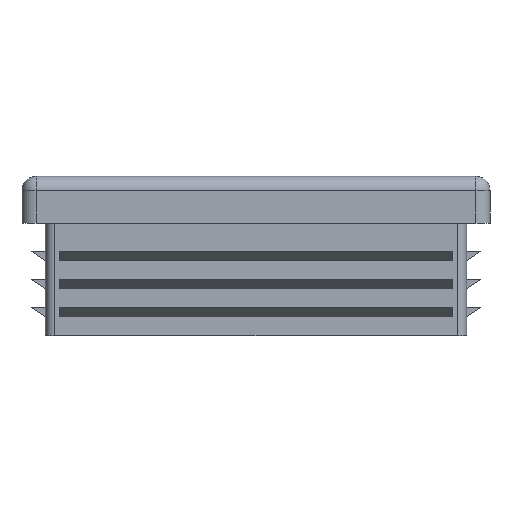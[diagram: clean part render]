
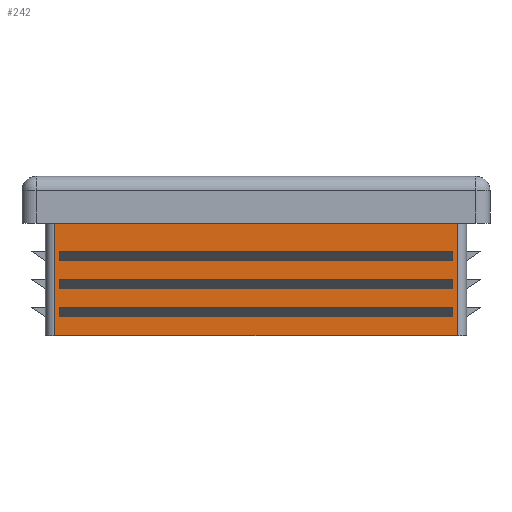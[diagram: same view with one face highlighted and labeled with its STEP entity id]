
A CAD part, front view. The second image highlights one B-rep face of the part: STEP entity #242.
In plain terms, the highlighted planar face has unit normal (0, -1, 0).
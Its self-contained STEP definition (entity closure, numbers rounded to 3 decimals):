
#242 = ADVANCED_FACE( '', ( #503, #504, #505, #506 ), #507, .F. );
#503 = FACE_BOUND( '', #776, .T. );
#504 = FACE_OUTER_BOUND( '', #777, .T. );
#505 = FACE_BOUND( '', #778, .T. );
#506 = FACE_BOUND( '', #779, .T. );
#507 = PLANE( '', #780 );
#776 = EDGE_LOOP( '', ( #1386, #1387, #1388, #1389 ) );
#777 = EDGE_LOOP( '', ( #1390, #1391, #1392, #1393 ) );
#778 = EDGE_LOOP( '', ( #1394, #1395, #1396, #1397 ) );
#779 = EDGE_LOOP( '', ( #1398, #1399, #1400, #1401 ) );
#780 = AXIS2_PLACEMENT_3D( '', #1402, #1403, #1404 );
#1386 = ORIENTED_EDGE( '', *, *, #1768, .T. );
#1387 = ORIENTED_EDGE( '', *, *, #1798, .T. );
#1388 = ORIENTED_EDGE( '', *, *, #1626, .F. );
#1389 = ORIENTED_EDGE( '', *, *, #1580, .F. );
#1390 = ORIENTED_EDGE( '', *, *, #1799, .T. );
#1391 = ORIENTED_EDGE( '', *, *, #1790, .T. );
#1392 = ORIENTED_EDGE( '', *, *, #1800, .F. );
#1393 = ORIENTED_EDGE( '', *, *, #1801, .T. );
#1394 = ORIENTED_EDGE( '', *, *, #1735, .T. );
#1395 = ORIENTED_EDGE( '', *, *, #1705, .T. );
#1396 = ORIENTED_EDGE( '', *, *, #1760, .F. );
#1397 = ORIENTED_EDGE( '', *, *, #1738, .F. );
#1398 = ORIENTED_EDGE( '', *, *, #1795, .T. );
#1399 = ORIENTED_EDGE( '', *, *, #1701, .T. );
#1400 = ORIENTED_EDGE( '', *, *, #1723, .F. );
#1401 = ORIENTED_EDGE( '', *, *, #1632, .F. );
#1402 = CARTESIAN_POINT( '', ( -22.5, -2.5, 12. ) );
#1403 = DIRECTION( '', ( 0., 1., 0. ) );
#1404 = DIRECTION( '', ( -1., 0., 0. ) );
#1580 = EDGE_CURVE( '', #1877, #1873, #1879, .T. );
#1626 = EDGE_CURVE( '', #1873, #1955, #1956, .T. );
#1632 = EDGE_CURVE( '', #1964, #1960, #1966, .T. );
#1701 = EDGE_CURVE( '', #2070, #2068, #2071, .T. );
#1705 = EDGE_CURVE( '', #2077, #2074, #2078, .T. );
#1723 = EDGE_CURVE( '', #1960, #2068, #2104, .T. );
#1735 = EDGE_CURVE( '', #2117, #2077, #2119, .T. );
#1738 = EDGE_CURVE( '', #2117, #2121, #2123, .T. );
#1760 = EDGE_CURVE( '', #2121, #2074, #2149, .T. );
#1768 = EDGE_CURVE( '', #1877, #2158, #2160, .T. );
#1790 = EDGE_CURVE( '', #2187, #2185, #2188, .F. );
#1795 = EDGE_CURVE( '', #1964, #2070, #2193, .T. );
#1798 = EDGE_CURVE( '', #2158, #1955, #2196, .T. );
#1799 = EDGE_CURVE( '', #2197, #2187, #2198, .T. );
#1800 = EDGE_CURVE( '', #2199, #2185, #2200, .T. );
#1801 = EDGE_CURVE( '', #2199, #2197, #2201, .T. );
#1873 = VERTEX_POINT( '', #2290 );
#1877 = VERTEX_POINT( '', #2296 );
#1879 = LINE( '', #2299, #2300 );
#1955 = VERTEX_POINT( '', #2402 );
#1956 = LINE( '', #2403, #2404 );
#1960 = VERTEX_POINT( '', #2409 );
#1964 = VERTEX_POINT( '', #2415 );
#1966 = LINE( '', #2418, #2419 );
#2068 = VERTEX_POINT( '', #2565 );
#2070 = VERTEX_POINT( '', #2568 );
#2071 = LINE( '', #2569, #2570 );
#2074 = VERTEX_POINT( '', #2574 );
#2077 = VERTEX_POINT( '', #2578 );
#2078 = LINE( '', #2579, #2580 );
#2104 = LINE( '', #2620, #2621 );
#2117 = VERTEX_POINT( '', #2636 );
#2119 = LINE( '', #2639, #2640 );
#2121 = VERTEX_POINT( '', #2642 );
#2123 = LINE( '', #2645, #2646 );
#2149 = LINE( '', #2685, #2686 );
#2158 = VERTEX_POINT( '', #2698 );
#2160 = LINE( '', #2701, #2702 );
#2185 = VERTEX_POINT( '', #2736 );
#2187 = VERTEX_POINT( '', #2738 );
#2188 = LINE( '', #2739, #2740 );
#2193 = LINE( '', #2746, #2747 );
#2196 = LINE( '', #2750, #2751 );
#2197 = VERTEX_POINT( '', #2752 );
#2198 = LINE( '', #2753, #2754 );
#2199 = VERTEX_POINT( '', #2755 );
#2200 = LINE( '', #2756, #2757 );
#2201 = LINE( '', #2758, #2759 );
#2290 = CARTESIAN_POINT( '', ( -21., -2.5, 6. ) );
#2296 = CARTESIAN_POINT( '', ( 21., -2.5, 6. ) );
#2299 = CARTESIAN_POINT( '', ( 21., -2.5, 6. ) );
#2300 = VECTOR( '', #2814, 1000. );
#2402 = CARTESIAN_POINT( '', ( -21., -2.5, 5. ) );
#2403 = CARTESIAN_POINT( '', ( -21., -2.5, 6. ) );
#2404 = VECTOR( '', #2865, 1000. );
#2409 = CARTESIAN_POINT( '', ( -21., -2.5, 3. ) );
#2415 = CARTESIAN_POINT( '', ( 21., -2.5, 3. ) );
#2418 = CARTESIAN_POINT( '', ( 21., -2.5, 3. ) );
#2419 = VECTOR( '', #2870, 1000. );
#2565 = CARTESIAN_POINT( '', ( -21., -2.5, 2. ) );
#2568 = CARTESIAN_POINT( '', ( 21., -2.5, 2. ) );
#2569 = CARTESIAN_POINT( '', ( 21., -2.5, 2. ) );
#2570 = VECTOR( '', #2934, 1000. );
#2574 = CARTESIAN_POINT( '', ( -21., -2.5, 8. ) );
#2578 = CARTESIAN_POINT( '', ( 21., -2.5, 8. ) );
#2579 = CARTESIAN_POINT( '', ( 21., -2.5, 8. ) );
#2580 = VECTOR( '', #2937, 1000. );
#2620 = CARTESIAN_POINT( '', ( -21., -2.5, 3. ) );
#2621 = VECTOR( '', #2952, 1000. );
#2636 = CARTESIAN_POINT( '', ( 21., -2.5, 9. ) );
#2639 = CARTESIAN_POINT( '', ( 21., -2.5, 9. ) );
#2640 = VECTOR( '', #2968, 1000. );
#2642 = CARTESIAN_POINT( '', ( -21., -2.5, 9. ) );
#2645 = CARTESIAN_POINT( '', ( 21., -2.5, 9. ) );
#2646 = VECTOR( '', #2970, 1000. );
#2685 = CARTESIAN_POINT( '', ( -21., -2.5, 9. ) );
#2686 = VECTOR( '', #2984, 1000. );
#2698 = CARTESIAN_POINT( '', ( 21., -2.5, 5. ) );
#2701 = CARTESIAN_POINT( '', ( 21., -2.5, 6. ) );
#2702 = VECTOR( '', #2989, 1000. );
#2736 = CARTESIAN_POINT( '', ( 21.5, -2.5, 12. ) );
#2738 = CARTESIAN_POINT( '', ( 21.5, -2.5, 0. ) );
#2739 = CARTESIAN_POINT( '', ( 21.5, -2.5, 12. ) );
#2740 = VECTOR( '', #3008, 1000. );
#2746 = CARTESIAN_POINT( '', ( 21., -2.5, 3. ) );
#2747 = VECTOR( '', #3013, 1000. );
#2750 = CARTESIAN_POINT( '', ( 21., -2.5, 5. ) );
#2751 = VECTOR( '', #3014, 1000. );
#2752 = CARTESIAN_POINT( '', ( -21.5, -2.5, 0. ) );
#2753 = CARTESIAN_POINT( '', ( -22.5, -2.5, 0. ) );
#2754 = VECTOR( '', #3015, 1000. );
#2755 = CARTESIAN_POINT( '', ( -21.5, -2.5, 12. ) );
#2756 = CARTESIAN_POINT( '', ( -22.5, -2.5, 12. ) );
#2757 = VECTOR( '', #3016, 1000. );
#2758 = CARTESIAN_POINT( '', ( -21.5, -2.5, 12. ) );
#2759 = VECTOR( '', #3017, 1000. );
#2814 = DIRECTION( '', ( -1., 0., 0. ) );
#2865 = DIRECTION( '', ( 0., 0., -1. ) );
#2870 = DIRECTION( '', ( -1., 0., 0. ) );
#2934 = DIRECTION( '', ( -1., 0., 0. ) );
#2937 = DIRECTION( '', ( -1., 0., 0. ) );
#2952 = DIRECTION( '', ( 0., 0., -1. ) );
#2968 = DIRECTION( '', ( 0., 0., -1. ) );
#2970 = DIRECTION( '', ( -1., 0., 0. ) );
#2984 = DIRECTION( '', ( 0., 0., -1. ) );
#2989 = DIRECTION( '', ( 0., 0., -1. ) );
#3008 = DIRECTION( '', ( 0., 0., -1. ) );
#3013 = DIRECTION( '', ( 0., 0., -1. ) );
#3014 = DIRECTION( '', ( -1., 0., 0. ) );
#3015 = DIRECTION( '', ( 1., 0., 0. ) );
#3016 = DIRECTION( '', ( 1., 0., 0. ) );
#3017 = DIRECTION( '', ( 0., 0., -1. ) );
